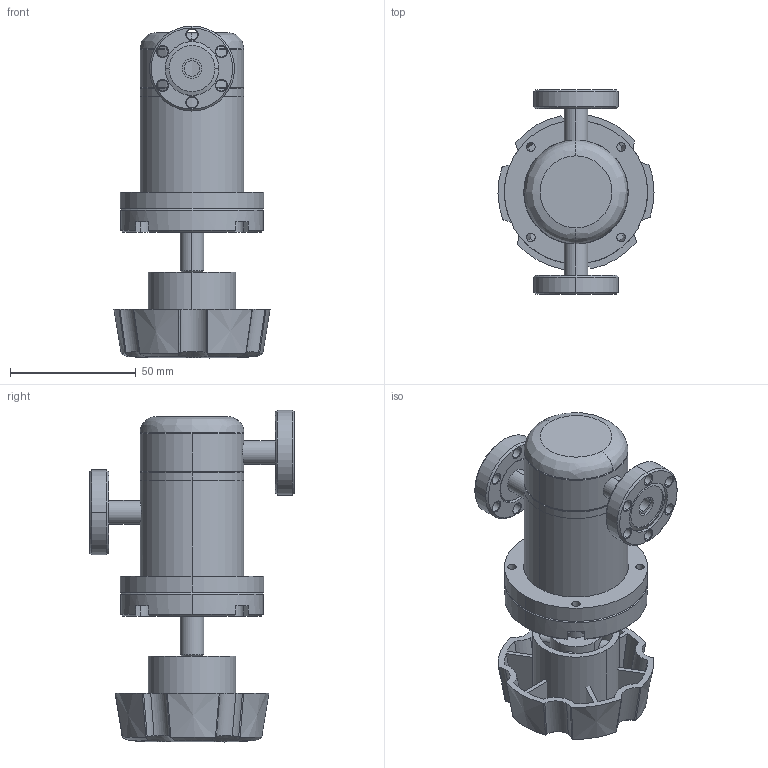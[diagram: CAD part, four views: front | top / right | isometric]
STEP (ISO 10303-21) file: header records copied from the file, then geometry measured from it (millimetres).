
FILE_DESCRIPTION (( 'STEP AP214' ), '1' );
FILE_NAME ('L-380-H-CF_ANGLE_VALVE_RIGHT_ANGLE_VITON_BONNET_MANUAL.STEP', '2020-03-21T02:07:15', ( 'admin' ), ( 'Microsoft' ), 'SwSTEP 2.0', 'SolidWorks 2016', '' );
FILE_SCHEMA (( 'AUTOMOTIVE_DESIGN' ));
Length unit declared in the file: inch
Products named in the file (1): L-380-H-CF_ANGLE_VALVE_RIGHT_ANGLE_VITON_BONNET_MANUAL
Bounding box: 61.96 x 81.33 x 131.85 mm (x, y, z)
Volume: 104470.7 mm3; surface area: 70831.4 mm2
Topology: 16 solids, 16 shells, 438 faces, 1103 edges, 718 vertices
Faces by surface type: cylinder 173, cone 139, plane 103, bspline 22, sphere 1
Entity records: 15306 total; most frequent: CARTESIAN_POINT 4475, DIRECTION 2235, ORIENTED_EDGE 2206, EDGE_CURVE 1103, AXIS2_PLACEMENT_3D 926, VERTEX_POINT 718, EDGE_LOOP 529, CIRCLE 509
